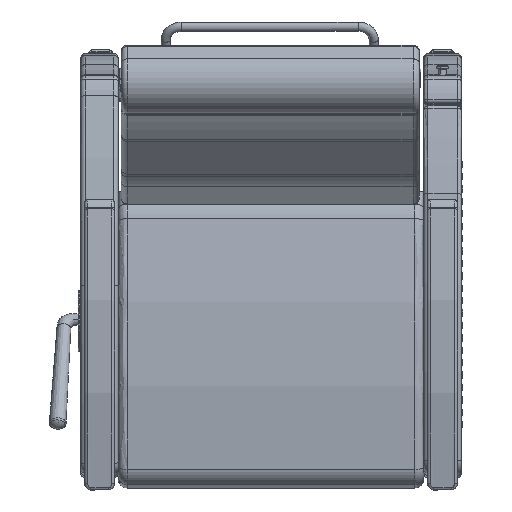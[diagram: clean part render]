
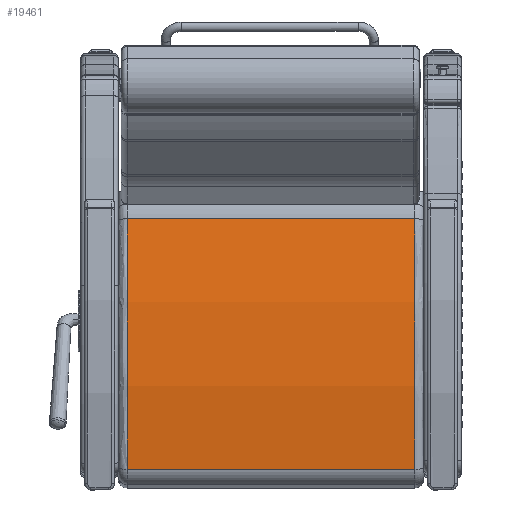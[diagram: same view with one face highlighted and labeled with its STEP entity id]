
A CAD part, front view. The second image highlights one B-rep face of the part: STEP entity #19461.
In plain terms, the highlighted free-form (B-spline) face has degree [1, 2] with [2, 3] control points.
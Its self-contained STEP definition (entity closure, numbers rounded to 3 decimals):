
#677=(
BOUNDED_SURFACE()
B_SPLINE_SURFACE(1,2,((#29565,#29566,#29567),(#29568,#29569,#29570)),
 .UNSPECIFIED.,.F.,.F.,.F.)
B_SPLINE_SURFACE_WITH_KNOTS((2,2),(3,3),(-0.193,0.193),
(1.362,1.699),.UNSPECIFIED.)
GEOMETRIC_REPRESENTATION_ITEM()
RATIONAL_B_SPLINE_SURFACE(((1.,0.986,1.),(1.,0.986,
1.)))
REPRESENTATION_ITEM('')
SURFACE()
);
#1193=ELLIPSE('',#20960,60.054,60.);
#1203=ELLIPSE('',#20988,60.054,60.);
#2121=FACE_OUTER_BOUND('',#3270,.T.);
#3270=EDGE_LOOP('',(#13642,#13643,#13644,#13645));
#4555=LINE('',#29563,#5949);
#4556=LINE('',#29572,#5950);
#5949=VECTOR('',#23411,0.394);
#5950=VECTOR('',#23414,0.394);
#8436=VERTEX_POINT('',#29355);
#8437=VERTEX_POINT('',#29356);
#8462=VERTEX_POINT('',#29562);
#8463=VERTEX_POINT('',#29571);
#10537=EDGE_CURVE('',#8436,#8437,#1193,.T.);
#10575=EDGE_CURVE('',#8437,#8462,#4555,.T.);
#10577=EDGE_CURVE('',#8436,#8463,#4556,.T.);
#10578=EDGE_CURVE('',#8462,#8463,#1203,.T.);
#13642=ORIENTED_EDGE('',*,*,#10537,.F.);
#13643=ORIENTED_EDGE('',*,*,#10577,.T.);
#13644=ORIENTED_EDGE('',*,*,#10578,.F.);
#13645=ORIENTED_EDGE('',*,*,#10575,.F.);
#19461=ADVANCED_FACE('',(#2121),#677,.F.);
#20960=AXIS2_PLACEMENT_3D('',#29357,#23343,#23344);
#20988=AXIS2_PLACEMENT_3D('',#29573,#23415,#23416);
#23343=DIRECTION('center_axis',(0.,0.,-1.));
#23344=DIRECTION('ref_axis',(1.,0.,0.));
#23411=DIRECTION('',(0.,0.,1.));
#23414=DIRECTION('',(0.,0.,1.));
#23415=DIRECTION('center_axis',(0.,0.,1.));
#23416=DIRECTION('ref_axis',(1.,0.,0.));
#29355=CARTESIAN_POINT('',(-10.045,1.256,-11.563));
#29356=CARTESIAN_POINT('',(10.111,0.445,-11.563));
#29357=CARTESIAN_POINT('Origin',(-2.35,-58.249,-11.563));
#29562=CARTESIAN_POINT('',(10.111,0.445,11.563));
#29563=CARTESIAN_POINT('',(10.111,0.445,0.));
#29565=CARTESIAN_POINT('Ctrl Pts',(10.111,0.445,-11.563));
#29566=CARTESIAN_POINT('Ctrl Pts',(0.103,2.566,-11.563));
#29567=CARTESIAN_POINT('Ctrl Pts',(-10.045,1.256,-11.563));
#29568=CARTESIAN_POINT('Ctrl Pts',(10.111,0.445,11.563));
#29569=CARTESIAN_POINT('Ctrl Pts',(0.103,2.566,11.563));
#29570=CARTESIAN_POINT('Ctrl Pts',(-10.045,1.256,11.563));
#29571=CARTESIAN_POINT('',(-10.045,1.256,11.563));
#29572=CARTESIAN_POINT('',(-10.045,1.256,0.));
#29573=CARTESIAN_POINT('Origin',(-2.35,-58.249,11.563));
